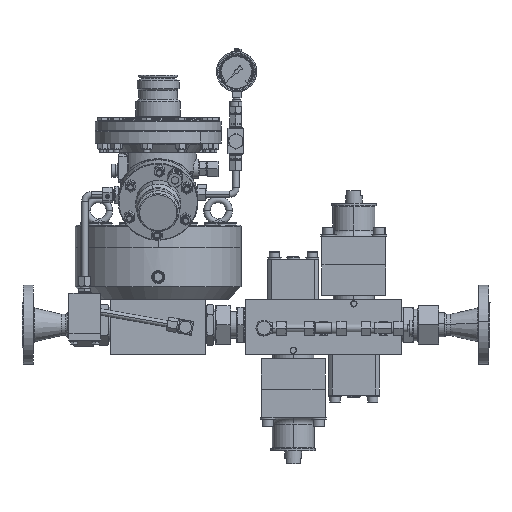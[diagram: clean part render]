
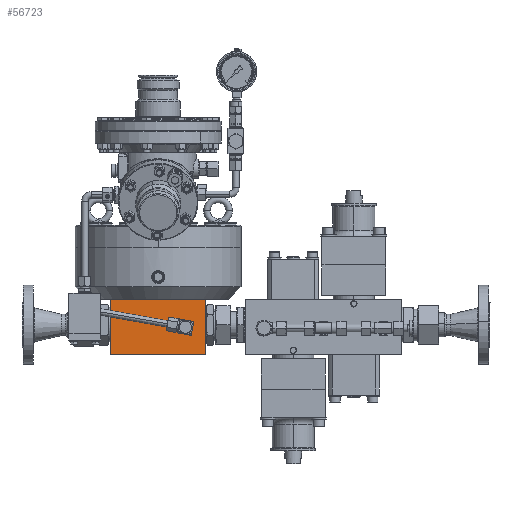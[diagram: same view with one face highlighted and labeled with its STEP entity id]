
A CAD part, front view. The second image highlights one B-rep face of the part: STEP entity #56723.
In plain terms, the highlighted planar face has unit normal (0, -1, 0).
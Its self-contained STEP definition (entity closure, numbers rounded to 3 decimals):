
#1477 = LINE ( 'NONE', #38142, #122446 ) ;
#1527 = EDGE_CURVE ( 'Defeature ausgef�hrt1_1420+Defeature ausgef�hrt1_1422+Defeature ausgef�hrt1_1424+Defeature ausgef�hrt1_1423', #99440, #95424, #1477, .T. ) ;
#3944 = DIRECTION ( 'NONE',  ( 0., 0., 1. ) ) ;
#5312 = DIRECTION ( 'NONE',  ( 0., 0., -1. ) ) ;
#9601 = CARTESIAN_POINT ( 'NONE',  ( 75., -45., -85. ) ) ;
#17508 = CIRCLE ( 'NONE', #81669, 9.5 ) ;
#17717 = ORIENTED_EDGE ( 'NONE', *, *, #41670, .F. ) ;
#18367 = VECTOR ( 'NONE', #3944, 1000. ) ;
#19714 = CARTESIAN_POINT ( 'NONE',  ( -75., -45., -172. ) ) ;
#20145 = CARTESIAN_POINT ( 'NONE',  ( 75., -45., -172. ) ) ;
#22089 = VERTEX_POINT ( 'NONE', #111082 ) ;
#27270 = EDGE_CURVE ( 'Defeature ausgef�hrt1_1420+Defeature ausgef�hrt1_3198+Defeature ausgef�hrt1_3198+Defeature ausgef�hrt1_3198', #31428, #22089, #17508, .T. ) ;
#29492 = DIRECTION ( 'NONE',  ( 0., 0., -1. ) ) ;
#30030 = DIRECTION ( 'NONE',  ( 0., 1., 0. ) ) ;
#31428 = VERTEX_POINT ( 'NONE', #156877 ) ;
#38142 = CARTESIAN_POINT ( 'NONE',  ( 75., -45., -172. ) ) ;
#40090 = LINE ( 'NONE', #130140, #18367 ) ;
#41670 = EDGE_CURVE ( 'Defeature ausgef�hrt1_1162+Defeature ausgef�hrt1_1420+Defeature ausgef�hrt1_1424+Defeature ausgef�hrt1_1423', #115396, #85591, #99337, .T. ) ;
#42938 = CARTESIAN_POINT ( 'NONE',  ( 43., -45., -128.5 ) ) ;
#50387 = AXIS2_PLACEMENT_3D ( 'NONE', #150547, #87402, #89025 ) ;
#51378 = DIRECTION ( 'NONE',  ( 1., 0., 0. ) ) ;
#56723 = ADVANCED_FACE ( 'Defeature ausgef�hrt1_1420', ( #78854, #74859 ), #137258, .T. ) ;
#66795 = EDGE_CURVE ( 'Defeature ausgef�hrt1_1420+Defeature ausgef�hrt1_3198+Defeature ausgef�hrt1_3198+Defeature ausgef�hrt1_3198', #22089, #31428, #71306, .T. ) ;
#67416 = CARTESIAN_POINT ( 'NONE',  ( 75., -45., -85. ) ) ;
#69222 = AXIS2_PLACEMENT_3D ( 'NONE', #42938, #117817, #5312 ) ;
#71306 = CIRCLE ( 'NONE', #69222, 9.5 ) ;
#71479 = EDGE_LOOP ( 'NONE', ( #149054, #120674 ) ) ;
#74859 = FACE_OUTER_BOUND ( 'NONE', #121889, .T. ) ;
#78854 = FACE_BOUND ( 'NONE', #71479, .T. ) ;
#81669 = AXIS2_PLACEMENT_3D ( 'NONE', #155175, #30030, #29492 ) ;
#85591 = VERTEX_POINT ( 'NONE', #9601 ) ;
#87402 = DIRECTION ( 'NONE',  ( 0., -1., 0. ) ) ;
#89025 = DIRECTION ( 'NONE',  ( 0., 0., 1. ) ) ;
#95424 = VERTEX_POINT ( 'NONE', #128926 ) ;
#95498 = VECTOR ( 'NONE', #145272, 1000. ) ;
#96779 = CARTESIAN_POINT ( 'NONE',  ( -75., -45., -85. ) ) ;
#99337 = LINE ( 'NONE', #67416, #125042 ) ;
#99440 = VERTEX_POINT ( 'NONE', #19714 ) ;
#111082 = CARTESIAN_POINT ( 'NONE',  ( 41.327, -45., -137.852 ) ) ;
#113681 = EDGE_CURVE ( 'Defeature ausgef�hrt1_1420+Defeature ausgef�hrt1_1423+Defeature ausgef�hrt1_1422+Defeature ausgef�hrt1_1162', #95424, #85591, #133146, .T. ) ;
#114097 = EDGE_CURVE ( 'Defeature ausgef�hrt1_1424+Defeature ausgef�hrt1_1420+Defeature ausgef�hrt1_1422+Defeature ausgef�hrt1_1162', #99440, #115396, #40090, .T. ) ;
#115396 = VERTEX_POINT ( 'NONE', #96779 ) ;
#117817 = DIRECTION ( 'NONE',  ( 0., 1., 0. ) ) ;
#120674 = ORIENTED_EDGE ( 'NONE', *, *, #66795, .T. ) ;
#121889 = EDGE_LOOP ( 'NONE', ( #17717, #146718, #162594, #127846 ) ) ;
#122446 = VECTOR ( 'NONE', #51378, 1000. ) ;
#125042 = VECTOR ( 'NONE', #141110, 1000. ) ;
#127846 = ORIENTED_EDGE ( 'NONE', *, *, #113681, .T. ) ;
#128926 = CARTESIAN_POINT ( 'NONE',  ( 75., -45., -172. ) ) ;
#130140 = CARTESIAN_POINT ( 'NONE',  ( -75., -45., -172. ) ) ;
#133146 = LINE ( 'NONE', #20145, #95498 ) ;
#137258 = PLANE ( 'NONE',  #50387 ) ;
#141110 = DIRECTION ( 'NONE',  ( 1., 0., 0. ) ) ;
#145272 = DIRECTION ( 'NONE',  ( 0., 0., 1. ) ) ;
#146718 = ORIENTED_EDGE ( 'NONE', *, *, #114097, .F. ) ;
#149054 = ORIENTED_EDGE ( 'NONE', *, *, #27270, .T. ) ;
#150547 = CARTESIAN_POINT ( 'NONE',  ( 75., -45., -172. ) ) ;
#155175 = CARTESIAN_POINT ( 'NONE',  ( 43., -45., -128.5 ) ) ;
#156877 = CARTESIAN_POINT ( 'NONE',  ( 44.673, -45., -119.148 ) ) ;
#162594 = ORIENTED_EDGE ( 'NONE', *, *, #1527, .T. ) ;
